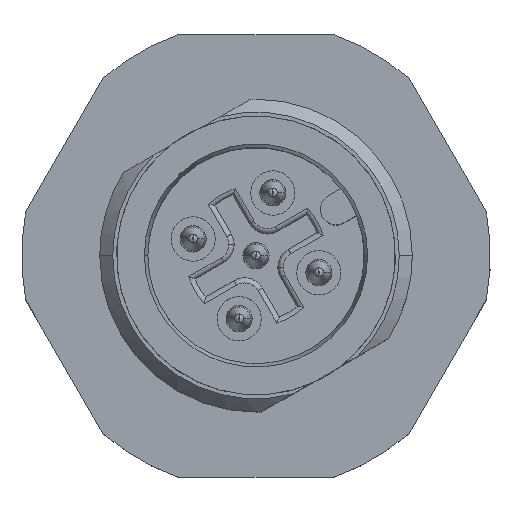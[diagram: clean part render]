
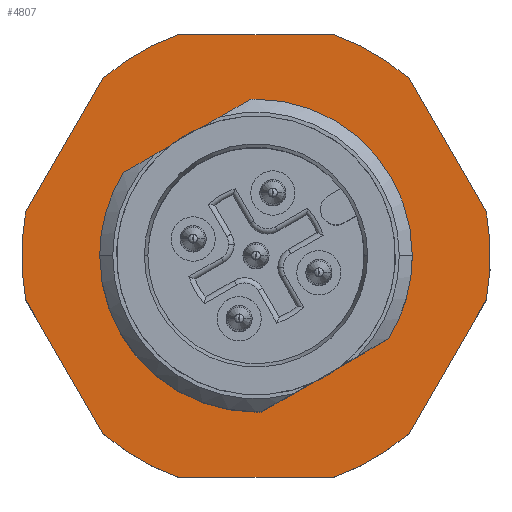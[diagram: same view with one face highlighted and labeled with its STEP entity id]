
A CAD part, top view. The second image highlights one B-rep face of the part: STEP entity #4807.
In plain terms, the highlighted planar face has unit normal (0, 0, 1).
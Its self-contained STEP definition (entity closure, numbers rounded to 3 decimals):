
#548=DIRECTION('',(1.,0.,0.));
#549=VECTOR('',#548,5.916);
#550=CARTESIAN_POINT('',(-2.958,8.5,-10.));
#551=LINE('',#550,#549);
#597=DIRECTION('',(-1.,0.,0.));
#598=VECTOR('',#597,5.916);
#599=CARTESIAN_POINT('',(2.958,-8.5,-10.));
#600=LINE('',#599,#598);
#646=DIRECTION('',(-0.5,-0.866,0.));
#647=VECTOR('',#646,5.916);
#648=CARTESIAN_POINT('',(-5.882,6.812,-10.));
#649=LINE('',#648,#647);
#653=CARTESIAN_POINT('',(0.,0.,-10.));
#654=DIRECTION('',(0.,0.,1.));
#655=DIRECTION('',(-0.329,0.944,0.));
#656=AXIS2_PLACEMENT_3D('',#653,#654,#655);
#661=CARTESIAN_POINT('',(0.,0.,-10.));
#662=DIRECTION('',(0.,0.,1.));
#663=DIRECTION('',(0.654,0.757,0.));
#664=AXIS2_PLACEMENT_3D('',#661,#662,#663);
#669=DIRECTION('',(-0.5,0.866,0.));
#670=VECTOR('',#669,5.916);
#671=CARTESIAN_POINT('',(8.84,1.688,-10.));
#672=LINE('',#671,#670);
#676=CARTESIAN_POINT('',(0.,0.,-10.));
#677=DIRECTION('',(0.,0.,1.));
#678=DIRECTION('',(0.982,-0.188,0.));
#679=AXIS2_PLACEMENT_3D('',#676,#677,#678);
#684=DIRECTION('',(0.5,0.866,0.));
#685=VECTOR('',#684,5.916);
#686=CARTESIAN_POINT('',(5.882,-6.812,-10.));
#687=LINE('',#686,#685);
#691=CARTESIAN_POINT('',(0.,0.,-10.));
#692=DIRECTION('',(0.,0.,1.));
#693=DIRECTION('',(0.329,-0.944,0.));
#694=AXIS2_PLACEMENT_3D('',#691,#692,#693);
#699=CARTESIAN_POINT('',(0.,0.,-10.));
#700=DIRECTION('',(0.,0.,1.));
#701=DIRECTION('',(-0.654,-0.757,0.));
#702=AXIS2_PLACEMENT_3D('',#699,#700,#701);
#707=DIRECTION('',(0.5,-0.866,0.));
#708=VECTOR('',#707,5.916);
#709=CARTESIAN_POINT('',(-8.84,-1.688,-10.));
#710=LINE('',#709,#708);
#714=CARTESIAN_POINT('',(0.,0.,-10.));
#715=DIRECTION('',(0.,0.,1.));
#716=DIRECTION('',(-0.982,0.188,0.));
#717=AXIS2_PLACEMENT_3D('',#714,#715,#716);
#722=CARTESIAN_POINT('',(0.,0.,-10.));
#723=DIRECTION('',(0.,0.,-1.));
#724=DIRECTION('',(1.,0.,0.));
#725=AXIS2_PLACEMENT_3D('',#722,#723,#724);
#730=CARTESIAN_POINT('',(0.,0.,-10.));
#731=DIRECTION('',(0.,0.,-1.));
#732=DIRECTION('',(-0.207,0.978,0.));
#733=AXIS2_PLACEMENT_3D('',#730,#731,#732);
#738=DIRECTION('',(0.866,0.5,0.));
#739=VECTOR('',#738,3.459);
#740=CARTESIAN_POINT('',(-4.148,3.725,-10.));
#741=LINE('',#740,#739);
#745=CARTESIAN_POINT('',(0.,0.,-10.));
#746=DIRECTION('',(0.,0.,-1.));
#747=DIRECTION('',(-1.,0.,0.));
#748=AXIS2_PLACEMENT_3D('',#745,#746,#747);
#753=CARTESIAN_POINT('',(0.,0.,-10.));
#754=DIRECTION('',(0.,0.,-1.));
#755=DIRECTION('',(0.207,-0.978,0.));
#756=AXIS2_PLACEMENT_3D('',#753,#754,#755);
#761=DIRECTION('',(-0.866,-0.5,0.));
#762=VECTOR('',#761,3.459);
#763=CARTESIAN_POINT('',(4.148,-3.725,-10.));
#764=LINE('',#763,#762);
#3793=CARTESIAN_POINT('',(-2.958,8.5,-10.));
#3794=CARTESIAN_POINT('',(2.958,8.5,-10.));
#3795=VERTEX_POINT('',#3793);
#3796=VERTEX_POINT('',#3794);
#3797=CARTESIAN_POINT('',(5.882,6.812,-10.));
#3798=VERTEX_POINT('',#3797);
#3799=CARTESIAN_POINT('',(8.84,1.688,-10.));
#3800=VERTEX_POINT('',#3799);
#3801=CARTESIAN_POINT('',(8.84,-1.688,-10.));
#3802=VERTEX_POINT('',#3801);
#3803=CARTESIAN_POINT('',(5.882,-6.812,-10.));
#3804=VERTEX_POINT('',#3803);
#3805=CARTESIAN_POINT('',(2.958,-8.5,-10.));
#3806=VERTEX_POINT('',#3805);
#3807=CARTESIAN_POINT('',(-2.958,-8.5,-10.));
#3808=VERTEX_POINT('',#3807);
#3809=CARTESIAN_POINT('',(-5.882,-6.812,-10.));
#3810=VERTEX_POINT('',#3809);
#3811=CARTESIAN_POINT('',(-8.84,-1.688,-10.));
#3812=VERTEX_POINT('',#3811);
#3813=CARTESIAN_POINT('',(-8.84,1.688,-10.));
#3814=VERTEX_POINT('',#3813);
#3815=CARTESIAN_POINT('',(-5.882,6.812,-10.));
#3816=VERTEX_POINT('',#3815);
#3817=CARTESIAN_POINT('',(-1.152,5.455,
-10.));
#3818=CARTESIAN_POINT('',(5.575,0.,-10.));
#3819=VERTEX_POINT('',#3817);
#3820=VERTEX_POINT('',#3818);
#3821=CARTESIAN_POINT('',(-4.148,3.725,
-10.));
#3822=VERTEX_POINT('',#3821);
#3823=CARTESIAN_POINT('',(-5.575,0.,-10.));
#3824=VERTEX_POINT('',#3823);
#3825=CARTESIAN_POINT('',(1.152,-5.455,
-10.));
#3826=VERTEX_POINT('',#3825);
#3827=CARTESIAN_POINT('',(4.148,-3.725,
-10.));
#3828=VERTEX_POINT('',#3827);
#4774=CARTESIAN_POINT('',(0.,0.,-10.));
#4775=DIRECTION('',(0.,0.,-1.));
#4776=DIRECTION('',(0.,-1.,0.));
#4777=AXIS2_PLACEMENT_3D('',#4774,#4775,#4776);
#4778=PLANE('',#4777);
#4779=ORIENTED_EDGE('',*,*,#4754,.F.);
#4780=ORIENTED_EDGE('',*,*,#4768,.F.);
#4781=ORIENTED_EDGE('',*,*,#4613,.T.);
#4782=ORIENTED_EDGE('',*,*,#4629,.F.);
#4783=ORIENTED_EDGE('',*,*,#4642,.F.);
#4784=ORIENTED_EDGE('',*,*,#4657,.F.);
#4785=ORIENTED_EDGE('',*,*,#4670,.F.);
#4786=ORIENTED_EDGE('',*,*,#4685,.F.);
#4787=ORIENTED_EDGE('',*,*,#4698,.T.);
#4788=ORIENTED_EDGE('',*,*,#4713,.F.);
#4789=ORIENTED_EDGE('',*,*,#4726,.F.);
#4790=ORIENTED_EDGE('',*,*,#4741,.F.);
#4791=EDGE_LOOP('',(#4779,#4780,#4781,#4782,#4783,#4784,#4785,#4786,#4787,#4788,
#4789,#4790));
#4792=FACE_OUTER_BOUND('',#4791,.F.);
#4794=ORIENTED_EDGE('',*,*,#4793,.F.);
#4796=ORIENTED_EDGE('',*,*,#4795,.F.);
#4798=ORIENTED_EDGE('',*,*,#4797,.F.);
#4800=ORIENTED_EDGE('',*,*,#4799,.F.);
#4802=ORIENTED_EDGE('',*,*,#4801,.F.);
#4804=ORIENTED_EDGE('',*,*,#4803,.F.);
#4805=EDGE_LOOP('',(#4794,#4796,#4798,#4800,#4802,#4804));
#4806=FACE_BOUND('',#4805,.F.);
#4807=ADVANCED_FACE('',(#4792,#4806),#4778,.F.);
#657=CIRCLE('',#656,9.);
#665=CIRCLE('',#664,9.);
#680=CIRCLE('',#679,9.);
#695=CIRCLE('',#694,9.);
#703=CIRCLE('',#702,9.);
#718=CIRCLE('',#717,9.);
#726=CIRCLE('',#725,5.575);
#734=CIRCLE('',#733,5.575);
#749=CIRCLE('',#748,5.575);
#757=CIRCLE('',#756,5.575);
#4613=EDGE_CURVE('',#3795,#3796,#551,.T.);
#4629=EDGE_CURVE('',#3798,#3796,#665,.T.);
#4642=EDGE_CURVE('',#3800,#3798,#672,.T.);
#4657=EDGE_CURVE('',#3802,#3800,#680,.T.);
#4670=EDGE_CURVE('',#3804,#3802,#687,.T.);
#4685=EDGE_CURVE('',#3806,#3804,#695,.T.);
#4698=EDGE_CURVE('',#3806,#3808,#600,.T.);
#4713=EDGE_CURVE('',#3810,#3808,#703,.T.);
#4726=EDGE_CURVE('',#3812,#3810,#710,.T.);
#4741=EDGE_CURVE('',#3814,#3812,#718,.T.);
#4754=EDGE_CURVE('',#3816,#3814,#649,.T.);
#4768=EDGE_CURVE('',#3795,#3816,#657,.T.);
#4793=EDGE_CURVE('',#3820,#3828,#726,.T.);
#4795=EDGE_CURVE('',#3819,#3820,#734,.T.);
#4797=EDGE_CURVE('',#3822,#3819,#741,.T.);
#4799=EDGE_CURVE('',#3824,#3822,#749,.T.);
#4801=EDGE_CURVE('',#3826,#3824,#757,.T.);
#4803=EDGE_CURVE('',#3828,#3826,#764,.T.);
